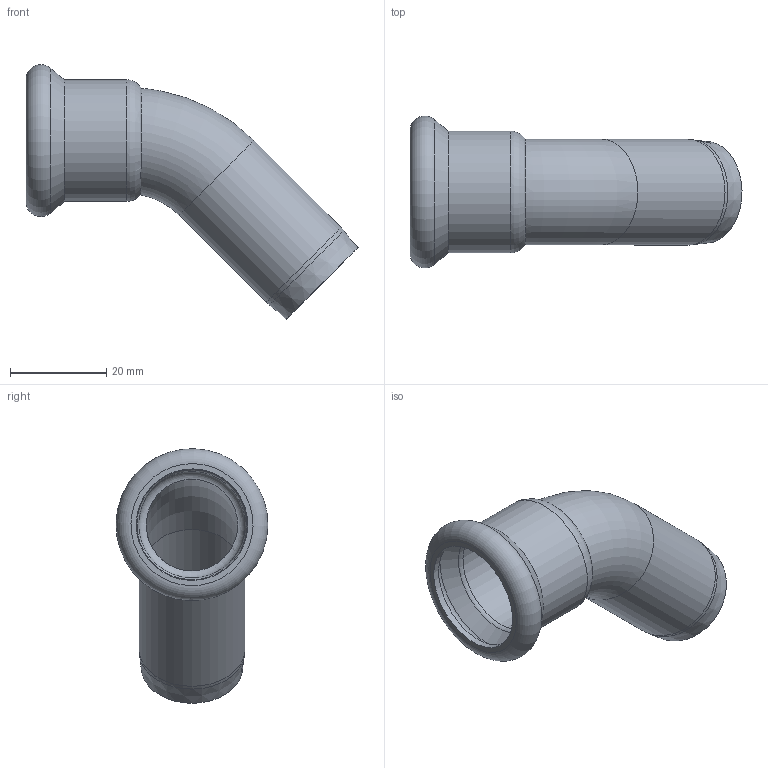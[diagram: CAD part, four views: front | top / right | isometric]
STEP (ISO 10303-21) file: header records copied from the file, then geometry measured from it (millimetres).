
FILE_DESCRIPTION(/* description */ (''),/* implementation_level */ '2;1');
FILE_NAME(/* name */ '40704.stp',/* time_stamp */ '2023-09-08T10:45:56+02:00',/* author */ ('JANAN'),/* organization */ (''),/* preprocessor_version */ 'ST-DEVELOPER v19.2',/* originating_system */ 'Autodesk Inventor 2023',/* authorisation */ '');
FILE_SCHEMA (('AUTOMOTIVE_DESIGN { 1 0 10303 214 3 1 1 }'));
Length unit declared in the file: millimetre
Products named in the file (1): tmp2188.tmp
Bounding box: 69.07 x 31.59 x 52.96 mm (x, y, z)
Volume: 7913.8 mm3; surface area: 10778.6 mm2
Topology: 1 solids, 1 shells, 21 faces, 50 edges, 32 vertices
Faces by surface type: torus 7, cone 5, cylinder 5, plane 3, bspline 1
Full cylindrical faces by diameter (mm): 19 x1, 22 x1, 22.2 x1, 23.2 x1, 25.3 x1
Entity records: 792 total; most frequent: CARTESIAN_POINT 215, DIRECTION 122, ORIENTED_EDGE 100, AXIS2_PLACEMENT_3D 56, EDGE_CURVE 50, CIRCLE 35, VERTEX_POINT 32, EDGE_LOOP 24
